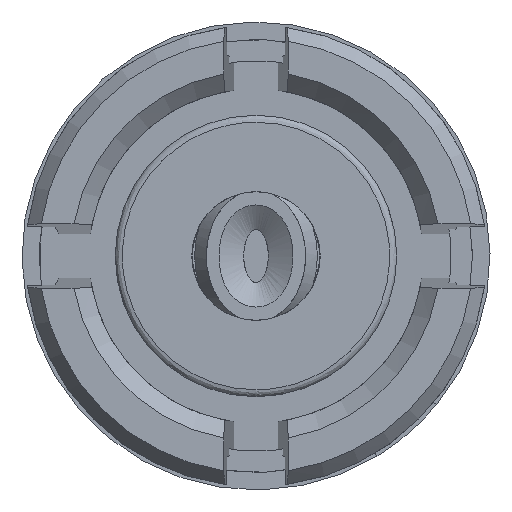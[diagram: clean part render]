
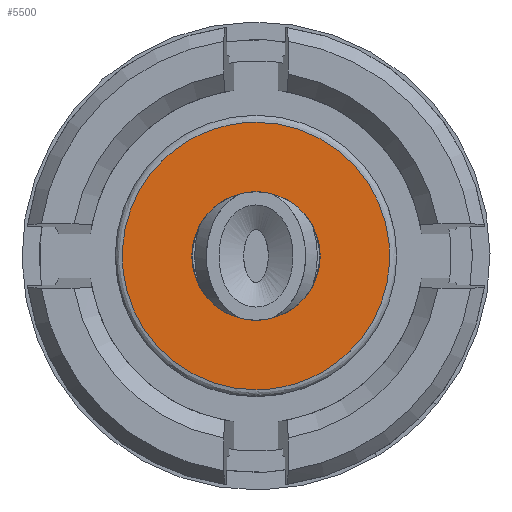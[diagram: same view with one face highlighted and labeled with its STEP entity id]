
A CAD part, left-side view. The second image highlights one B-rep face of the part: STEP entity #5500.
In plain terms, the highlighted planar face has unit normal (-1, 0, 0).
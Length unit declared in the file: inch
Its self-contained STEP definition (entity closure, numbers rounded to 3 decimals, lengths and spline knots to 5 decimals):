
#150 = VERTEX_POINT ( 'NONE', #3326 ) ;
#334 = DIRECTION ( 'NONE',  ( -1., 0., 0. ) ) ;
#965 = EDGE_CURVE ( 'NONE', #150, #2637, #4483, .T. ) ;
#1264 = CARTESIAN_POINT ( 'NONE',  ( 0.005, 0., 0.038 ) ) ;
#1290 = CARTESIAN_POINT ( 'NONE',  ( 0.005, 0.076, 0.038 ) ) ;
#2065 = AXIS2_PLACEMENT_3D ( 'NONE', #2826, #7410, #5638 ) ;
#2208 = CIRCLE ( 'NONE', #2065, 0.01825 ) ;
#2637 = VERTEX_POINT ( 'NONE', #5210 ) ;
#2643 = CARTESIAN_POINT ( 'NONE',  ( 0.005, 0., 0. ) ) ;
#2746 = CARTESIAN_POINT ( 'NONE',  ( 0.005, -0.076, 0.038 ) ) ;
#2756 = VERTEX_POINT ( 'NONE', #7019 ) ;
#2775 = ORIENTED_EDGE ( 'NONE', *, *, #4058, .T. ) ;
#2826 = CARTESIAN_POINT ( 'NONE',  ( 0.005, 0., 0. ) ) ;
#3326 = CARTESIAN_POINT ( 'NONE',  ( 0.005, 0., -0.038 ) ) ;
#3885 = CARTESIAN_POINT ( 'NONE',  ( 0.005, 0., -0.038 ) ) ;
#4058 = EDGE_CURVE ( 'NONE', #2756, #2756, #2208, .T. ) ;
#4373 = ORIENTED_EDGE ( 'NONE', *, *, #965, .F. ) ;
#4433 =( BOUNDED_CURVE ( )  B_SPLINE_CURVE ( 3, ( #4506, #2746, #6220, #3885 ),
 .UNSPECIFIED., .F., .T. ) 
 B_SPLINE_CURVE_WITH_KNOTS ( ( 4, 4 ),
 ( 0., 1. ),
 .UNSPECIFIED. ) 
 CURVE ( )  GEOMETRIC_REPRESENTATION_ITEM ( )  RATIONAL_B_SPLINE_CURVE ( ( 1., 0.333, 0.333, 1. ) ) 
 REPRESENTATION_ITEM ( '' )  );
#4483 =( BOUNDED_CURVE ( )  B_SPLINE_CURVE ( 3, ( #4770, #6446, #1290, #1264 ),
 .UNSPECIFIED., .F., .F. ) 
 B_SPLINE_CURVE_WITH_KNOTS ( ( 4, 4 ),
 ( 0., 1. ),
 .UNSPECIFIED. ) 
 CURVE ( )  GEOMETRIC_REPRESENTATION_ITEM ( )  RATIONAL_B_SPLINE_CURVE ( ( 1., 0.333, 0.333, 1. ) ) 
 REPRESENTATION_ITEM ( '' )  );
#4506 = CARTESIAN_POINT ( 'NONE',  ( 0.005, 0., 0.038 ) ) ;
#4770 = CARTESIAN_POINT ( 'NONE',  ( 0.005, 0., -0.038 ) ) ;
#4867 = EDGE_LOOP ( 'NONE', ( #2775 ) ) ;
#4985 = EDGE_CURVE ( 'NONE', #2637, #150, #4433, .T. ) ;
#5210 = CARTESIAN_POINT ( 'NONE',  ( 0.005, 0., 0.038 ) ) ;
#5361 = EDGE_LOOP ( 'NONE', ( #4373, #6430 ) ) ;
#5500 = ADVANCED_FACE ( 'NONE', ( #6427, #6950 ), #6072, .T. ) ;
#5638 = DIRECTION ( 'NONE',  ( 0., 0., 1. ) ) ;
#5978 = AXIS2_PLACEMENT_3D ( 'NONE', #2643, #334, #6102 ) ;
#6072 = PLANE ( 'NONE',  #5978 ) ;
#6102 = DIRECTION ( 'NONE',  ( 0., 0., 1. ) ) ;
#6220 = CARTESIAN_POINT ( 'NONE',  ( 0.005, -0.076, -0.038 ) ) ;
#6427 = FACE_BOUND ( 'NONE', #4867, .T. ) ;
#6430 = ORIENTED_EDGE ( 'NONE', *, *, #4985, .F. ) ;
#6446 = CARTESIAN_POINT ( 'NONE',  ( 0.005, 0.076, -0.038 ) ) ;
#6950 = FACE_OUTER_BOUND ( 'NONE', #5361, .T. ) ;
#7019 = CARTESIAN_POINT ( 'NONE',  ( 0.005, 0., 0.01825 ) ) ;
#7410 = DIRECTION ( 'NONE',  ( 1., 0., 0. ) ) ;
